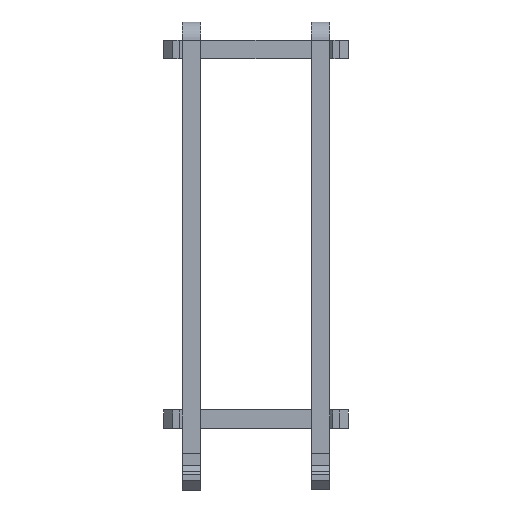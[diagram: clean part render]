
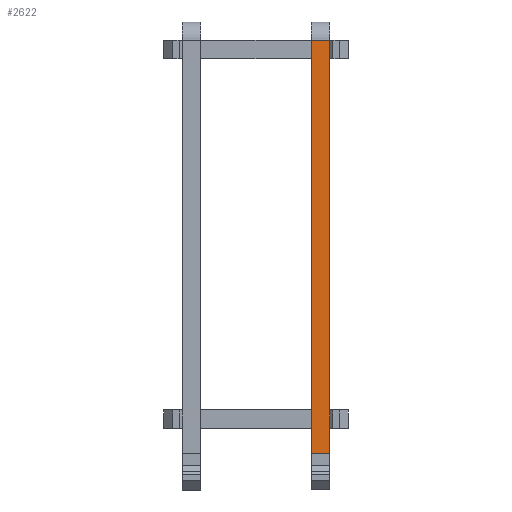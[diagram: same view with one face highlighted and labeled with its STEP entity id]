
A CAD part, front view. The second image highlights one B-rep face of the part: STEP entity #2622.
In plain terms, the highlighted planar face has unit normal (0, -1, 0).
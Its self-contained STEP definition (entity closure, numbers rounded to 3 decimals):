
#99 = DIRECTION ( 'NONE',  ( -1., 0., 0. ) ) ;
#155 = CARTESIAN_POINT ( 'NONE',  ( 9., -24., 0. ) ) ;
#493 = AXIS2_PLACEMENT_3D ( 'NONE', #5471, #1975, #6019 ) ;
#755 = DIRECTION ( 'NONE',  ( 0., 0., -1. ) ) ;
#863 = ORIENTED_EDGE ( 'NONE', *, *, #1427, .F. ) ;
#1037 = DIRECTION ( 'NONE',  ( 0., 0., -1. ) ) ;
#1103 = LINE ( 'NONE', #4521, #2648 ) ;
#1262 = LINE ( 'NONE', #4782, #3812 ) ;
#1390 = PLANE ( 'NONE',  #493 ) ;
#1427 = EDGE_CURVE ( 'NONE', #5435, #6088, #1103, .T. ) ;
#1467 = EDGE_CURVE ( 'NONE', #5435, #2121, #1262, .T. ) ;
#1517 = ORIENTED_EDGE ( 'NONE', *, *, #1537, .F. ) ;
#1523 = EDGE_CURVE ( 'NONE', #2121, #4478, #6475, .T. ) ;
#1537 = EDGE_CURVE ( 'NONE', #6088, #4478, #4814, .T. ) ;
#1638 = ORIENTED_EDGE ( 'NONE', *, *, #1467, .T. ) ;
#1975 = DIRECTION ( 'NONE',  ( 0., 1., 0. ) ) ;
#2121 = VERTEX_POINT ( 'NONE', #6135 ) ;
#2162 = ORIENTED_EDGE ( 'NONE', *, *, #1523, .T. ) ;
#2343 = FACE_OUTER_BOUND ( 'NONE', #7080, .T. ) ;
#2622 = ADVANCED_FACE ( 'NONE', ( #2343 ), #1390, .F. ) ;
#2648 = VECTOR ( 'NONE', #1037, 1000. ) ;
#3273 = VECTOR ( 'NONE', #7074, 1000. ) ;
#3452 = VECTOR ( 'NONE', #755, 1000. ) ;
#3639 = CARTESIAN_POINT ( 'NONE',  ( 9., -24., -36.5 ) ) ;
#3812 = VECTOR ( 'NONE', #99, 1000. ) ;
#4463 = CARTESIAN_POINT ( 'NONE',  ( 12., -24., -36.5 ) ) ;
#4478 = VERTEX_POINT ( 'NONE', #3639 ) ;
#4501 = CARTESIAN_POINT ( 'NONE',  ( 12., -24., 30.5 ) ) ;
#4521 = CARTESIAN_POINT ( 'NONE',  ( 12., -24., 0. ) ) ;
#4782 = CARTESIAN_POINT ( 'NONE',  ( 9., -24., 30.5 ) ) ;
#4814 = LINE ( 'NONE', #6495, #3273 ) ;
#5435 = VERTEX_POINT ( 'NONE', #4501 ) ;
#5471 = CARTESIAN_POINT ( 'NONE',  ( 12., -24., 0. ) ) ;
#6019 = DIRECTION ( 'NONE',  ( 0., 0., 1. ) ) ;
#6088 = VERTEX_POINT ( 'NONE', #4463 ) ;
#6135 = CARTESIAN_POINT ( 'NONE',  ( 9., -24., 30.5 ) ) ;
#6475 = LINE ( 'NONE', #155, #3452 ) ;
#6495 = CARTESIAN_POINT ( 'NONE',  ( 12., -24., -36.5 ) ) ;
#7074 = DIRECTION ( 'NONE',  ( -1., 0., 0. ) ) ;
#7080 = EDGE_LOOP ( 'NONE', ( #863, #1638, #2162, #1517 ) ) ;
